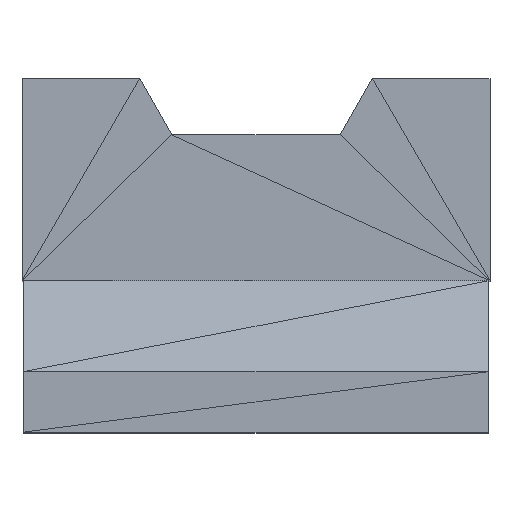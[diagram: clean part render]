
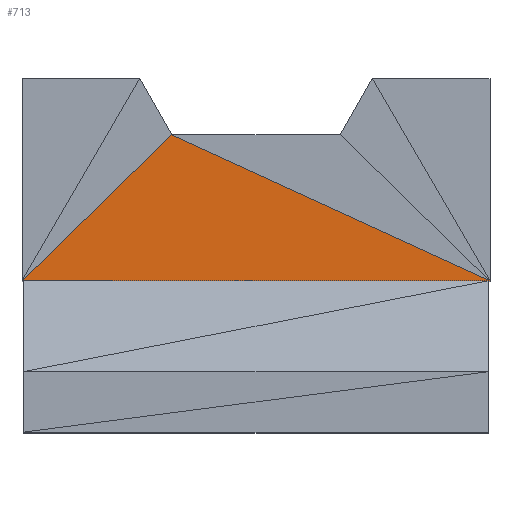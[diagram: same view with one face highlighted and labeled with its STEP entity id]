
A CAD part, top view. The second image highlights one B-rep face of the part: STEP entity #713.
In plain terms, the highlighted planar face has unit normal (0, 0, 1).
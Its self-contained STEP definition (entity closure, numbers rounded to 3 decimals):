
#713 = ADVANCED_FACE('',(#714),#728,.T.);
#714 = FACE_BOUND('',#715,.T.);
#715 = EDGE_LOOP('',(#716,#739,#755));
#716 = ORIENTED_EDGE('',*,*,#717,.T.);
#717 = EDGE_CURVE('',#718,#720,#722,.T.);
#718 = VERTEX_POINT('',#719);
#719 = CARTESIAN_POINT('',(-61.101,-42.332,37.5));
#720 = VERTEX_POINT('',#721);
#721 = CARTESIAN_POINT('',(-70.,-51.,37.5));
#722 = SURFACE_CURVE('',#723,(#727),.PCURVE_S1.);
#723 = LINE('',#724,#725);
#724 = CARTESIAN_POINT('',(-61.101,-42.332,37.5));
#725 = VECTOR('',#726,1.);
#726 = DIRECTION('',(-0.716,-0.698,0.));
#727 = PCURVE('',#728,#733);
#728 = PLANE('',#729);
#729 = AXIS2_PLACEMENT_3D('',#730,#731,#732);
#730 = CARTESIAN_POINT('',(-56.508,-48.641,37.5));
#731 = DIRECTION('',(0.,0.,1.));
#732 = DIRECTION('',(1.,0.,-0.));
#733 = DEFINITIONAL_REPRESENTATION('',(#734),#738);
#734 = LINE('',#735,#736);
#735 = CARTESIAN_POINT('',(-4.593,6.309));
#736 = VECTOR('',#737,1.);
#737 = DIRECTION('',(-0.716,-0.698));
#738 = ( GEOMETRIC_REPRESENTATION_CONTEXT(2) 
PARAMETRIC_REPRESENTATION_CONTEXT() REPRESENTATION_CONTEXT('2D SPACE',''
  ) );
#739 = ORIENTED_EDGE('',*,*,#740,.T.);
#740 = EDGE_CURVE('',#720,#741,#743,.T.);
#741 = VERTEX_POINT('',#742);
#742 = CARTESIAN_POINT('',(-42.2,-51.,37.5));
#743 = SURFACE_CURVE('',#744,(#748),.PCURVE_S1.);
#744 = LINE('',#745,#746);
#745 = CARTESIAN_POINT('',(-70.,-51.,37.5));
#746 = VECTOR('',#747,1.);
#747 = DIRECTION('',(1.,0.,0.));
#748 = PCURVE('',#728,#749);
#749 = DEFINITIONAL_REPRESENTATION('',(#750),#754);
#750 = LINE('',#751,#752);
#751 = CARTESIAN_POINT('',(-13.492,-2.359));
#752 = VECTOR('',#753,1.);
#753 = DIRECTION('',(1.,0.));
#754 = ( GEOMETRIC_REPRESENTATION_CONTEXT(2) 
PARAMETRIC_REPRESENTATION_CONTEXT() REPRESENTATION_CONTEXT('2D SPACE',''
  ) );
#755 = ORIENTED_EDGE('',*,*,#756,.F.);
#756 = EDGE_CURVE('',#718,#741,#757,.T.);
#757 = SURFACE_CURVE('',#758,(#762),.PCURVE_S1.);
#758 = LINE('',#759,#760);
#759 = CARTESIAN_POINT('',(-61.101,-42.332,37.5));
#760 = VECTOR('',#761,1.);
#761 = DIRECTION('',(0.909,-0.417,0.));
#762 = PCURVE('',#728,#763);
#763 = DEFINITIONAL_REPRESENTATION('',(#764),#768);
#764 = LINE('',#765,#766);
#765 = CARTESIAN_POINT('',(-4.593,6.309));
#766 = VECTOR('',#767,1.);
#767 = DIRECTION('',(0.909,-0.417));
#768 = ( GEOMETRIC_REPRESENTATION_CONTEXT(2) 
PARAMETRIC_REPRESENTATION_CONTEXT() REPRESENTATION_CONTEXT('2D SPACE',''
  ) );
